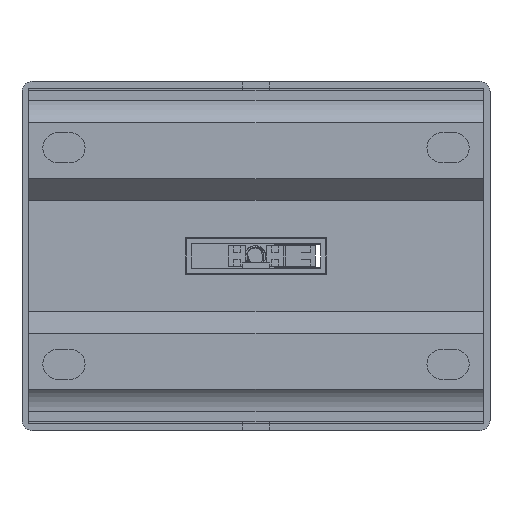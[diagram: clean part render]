
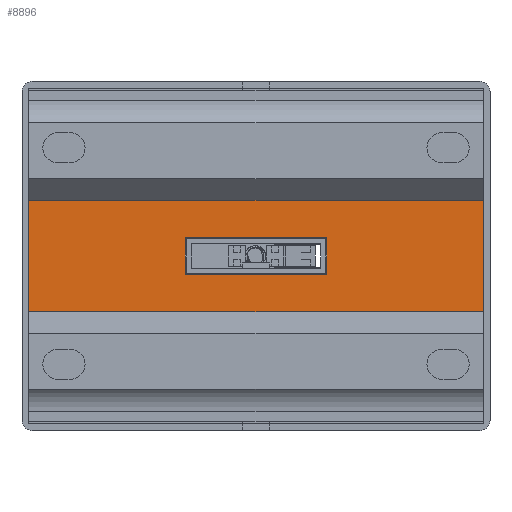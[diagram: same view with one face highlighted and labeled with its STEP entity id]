
A CAD part, front view. The second image highlights one B-rep face of the part: STEP entity #8896.
In plain terms, the highlighted planar face has unit normal (0, -1, 0).
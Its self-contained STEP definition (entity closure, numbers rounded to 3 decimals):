
#564=FACE_BOUND('',#1543,.T.);
#1038=FACE_OUTER_BOUND('',#1542,.T.);
#1542=EDGE_LOOP('',(#6106,#6107,#6108,#6109));
#1543=EDGE_LOOP('',(#6110,#6111,#6112,#6113));
#2061=LINE('',#12407,#2874);
#2065=LINE('',#12415,#2878);
#2068=LINE('',#12421,#2881);
#2071=LINE('',#12426,#2884);
#2074=LINE('',#12433,#2887);
#2122=LINE('',#12544,#2935);
#2123=LINE('',#12546,#2936);
#2124=LINE('',#12547,#2937);
#2874=VECTOR('',#10265,10.);
#2878=VECTOR('',#10271,10.);
#2881=VECTOR('',#10276,10.);
#2884=VECTOR('',#10281,10.);
#2887=VECTOR('',#10286,10.);
#2935=VECTOR('',#10386,10.);
#2936=VECTOR('',#10389,10.);
#2937=VECTOR('',#10390,10.);
#3687=VERTEX_POINT('',#12405);
#3688=VERTEX_POINT('',#12406);
#3691=VERTEX_POINT('',#12414);
#3693=VERTEX_POINT('',#12420);
#3695=VERTEX_POINT('',#12429);
#3697=VERTEX_POINT('',#12432);
#3733=VERTEX_POINT('',#12540);
#3734=VERTEX_POINT('',#12542);
#4597=EDGE_CURVE('',#3687,#3688,#2061,.T.);
#4601=EDGE_CURVE('',#3688,#3691,#2065,.T.);
#4604=EDGE_CURVE('',#3691,#3693,#2068,.T.);
#4607=EDGE_CURVE('',#3693,#3687,#2071,.T.);
#4610=EDGE_CURVE('',#3695,#3697,#2074,.T.);
#4666=EDGE_CURVE('',#3733,#3734,#2122,.T.);
#4667=EDGE_CURVE('',#3695,#3733,#2123,.T.);
#4668=EDGE_CURVE('',#3697,#3734,#2124,.T.);
#6106=ORIENTED_EDGE('',*,*,#4667,.T.);
#6107=ORIENTED_EDGE('',*,*,#4666,.T.);
#6108=ORIENTED_EDGE('',*,*,#4668,.F.);
#6109=ORIENTED_EDGE('',*,*,#4610,.F.);
#6110=ORIENTED_EDGE('',*,*,#4604,.T.);
#6111=ORIENTED_EDGE('',*,*,#4607,.T.);
#6112=ORIENTED_EDGE('',*,*,#4597,.T.);
#6113=ORIENTED_EDGE('',*,*,#4601,.T.);
#8671=PLANE('',#9563);
#8896=ADVANCED_FACE('',(#1038,#564),#8671,.T.);
#9563=AXIS2_PLACEMENT_3D('',#12545,#10387,#10388);
#10265=DIRECTION('',(0.,0.,-1.));
#10271=DIRECTION('',(-1.,0.,0.));
#10276=DIRECTION('',(0.,0.,1.));
#10281=DIRECTION('',(1.,0.,0.));
#10286=DIRECTION('',(1.,0.,0.));
#10386=DIRECTION('',(1.,0.,0.));
#10387=DIRECTION('center_axis',(0.,-1.,0.));
#10388=DIRECTION('ref_axis',(0.,0.,-1.));
#10389=DIRECTION('',(0.,0.,-1.));
#10390=DIRECTION('',(0.,0.,-1.));
#12405=CARTESIAN_POINT('',(85.25,11.982,5.25));
#12406=CARTESIAN_POINT('',(85.25,11.982,-5.25));
#12407=CARTESIAN_POINT('',(85.25,11.982,5.375));
#12414=CARTESIAN_POINT('',(44.75,11.982,-5.25));
#12415=CARTESIAN_POINT('',(22.375,11.982,-5.25));
#12420=CARTESIAN_POINT('',(44.75,11.982,5.25));
#12421=CARTESIAN_POINT('',(44.75,11.982,10.625));
#12426=CARTESIAN_POINT('',(42.625,11.982,5.25));
#12429=CARTESIAN_POINT('',(0.,11.982,16.));
#12432=CARTESIAN_POINT('',(130.,11.982,16.));
#12433=CARTESIAN_POINT('',(0.,11.982,16.));
#12540=CARTESIAN_POINT('',(0.,11.982,-16.));
#12542=CARTESIAN_POINT('',(130.,11.982,-16.));
#12544=CARTESIAN_POINT('',(0.,11.982,-16.));
#12545=CARTESIAN_POINT('Origin',(0.,11.982,16.));
#12546=CARTESIAN_POINT('',(0.,11.982,0.));
#12547=CARTESIAN_POINT('',(130.,11.982,0.));
